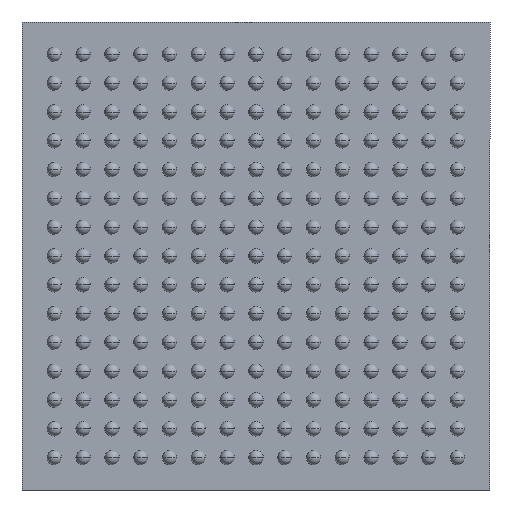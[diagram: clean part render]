
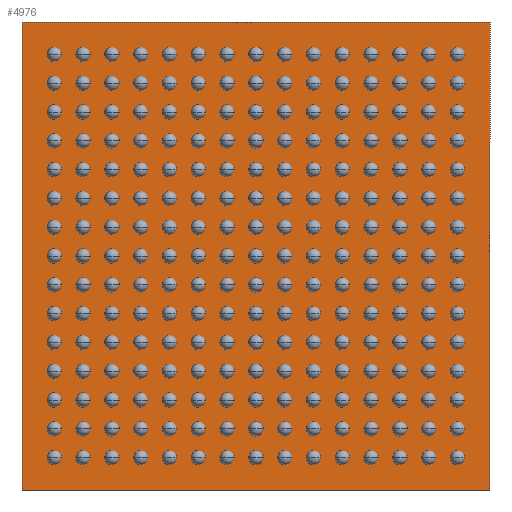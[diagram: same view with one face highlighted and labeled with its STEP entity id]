
A CAD part, front view. The second image highlights one B-rep face of the part: STEP entity #4976.
In plain terms, the highlighted planar face has unit normal (0, -1, 0).
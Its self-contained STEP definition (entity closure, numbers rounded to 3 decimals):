
#464 = EDGE_CURVE ( 'NONE', #7813, #15527, #3348, .T. ) ;
#617 = ORIENTED_EDGE ( 'NONE', *, *, #464, .F. ) ;
#946 = EDGE_LOOP ( 'NONE', ( #6297, #617, #13424, #1191 ) ) ;
#1191 = ORIENTED_EDGE ( 'NONE', *, *, #14641, .F. ) ;
#1346 = CARTESIAN_POINT ( 'NONE',  ( 6.5, 0., 6.5 ) ) ;
#3348 = LINE ( 'NONE', #6064, #14113 ) ;
#3459 = CARTESIAN_POINT ( 'NONE',  ( -6.5, 0., -6.5 ) ) ;
#3941 = CARTESIAN_POINT ( 'NONE',  ( -6.5, 0., 6.5 ) ) ;
#4976 = ADVANCED_FACE ( 'NONE', ( #15628 ), #9807, .T. ) ;
#5601 = CARTESIAN_POINT ( 'NONE',  ( -6.5, 0., 6.5 ) ) ;
#6064 = CARTESIAN_POINT ( 'NONE',  ( 6.5, 0., -6.5 ) ) ;
#6297 = ORIENTED_EDGE ( 'NONE', *, *, #16638, .F. ) ;
#6780 = CARTESIAN_POINT ( 'NONE',  ( 6.5, 0., 6.5 ) ) ;
#7047 = CARTESIAN_POINT ( 'NONE',  ( 0., 0., 0. ) ) ;
#7813 = VERTEX_POINT ( 'NONE', #1346 ) ;
#8466 = DIRECTION ( 'NONE',  ( 0., 0., -1. ) ) ;
#9039 = AXIS2_PLACEMENT_3D ( 'NONE', #7047, #16916, #8466 ) ;
#9288 = EDGE_CURVE ( 'NONE', #9370, #7813, #13966, .T. ) ;
#9320 = CARTESIAN_POINT ( 'NONE',  ( 6.5, 0., -6.5 ) ) ;
#9370 = VERTEX_POINT ( 'NONE', #5601 ) ;
#9807 = PLANE ( 'NONE',  #9039 ) ;
#9972 = VECTOR ( 'NONE', #18016, 1000. ) ;
#10207 = VECTOR ( 'NONE', #16643, 1000. ) ;
#11009 = VERTEX_POINT ( 'NONE', #3459 ) ;
#13175 = CARTESIAN_POINT ( 'NONE',  ( -6.5, 0., -6.5 ) ) ;
#13424 = ORIENTED_EDGE ( 'NONE', *, *, #9288, .F. ) ;
#13966 = LINE ( 'NONE', #6780, #10207 ) ;
#14113 = VECTOR ( 'NONE', #15936, 1000. ) ;
#14558 = DIRECTION ( 'NONE',  ( -1., 0., 0. ) ) ;
#14641 = EDGE_CURVE ( 'NONE', #11009, #9370, #17498, .T. ) ;
#15527 = VERTEX_POINT ( 'NONE', #9320 ) ;
#15628 = FACE_OUTER_BOUND ( 'NONE', #946, .T. ) ;
#15635 = VECTOR ( 'NONE', #14558, 1000. ) ;
#15936 = DIRECTION ( 'NONE',  ( 0., 0., -1. ) ) ;
#16091 = LINE ( 'NONE', #13175, #15635 ) ;
#16638 = EDGE_CURVE ( 'NONE', #15527, #11009, #16091, .T. ) ;
#16643 = DIRECTION ( 'NONE',  ( 1., 0., 0. ) ) ;
#16916 = DIRECTION ( 'NONE',  ( 0., -1., 0. ) ) ;
#17498 = LINE ( 'NONE', #3941, #9972 ) ;
#18016 = DIRECTION ( 'NONE',  ( 0., 0., 1. ) ) ;
